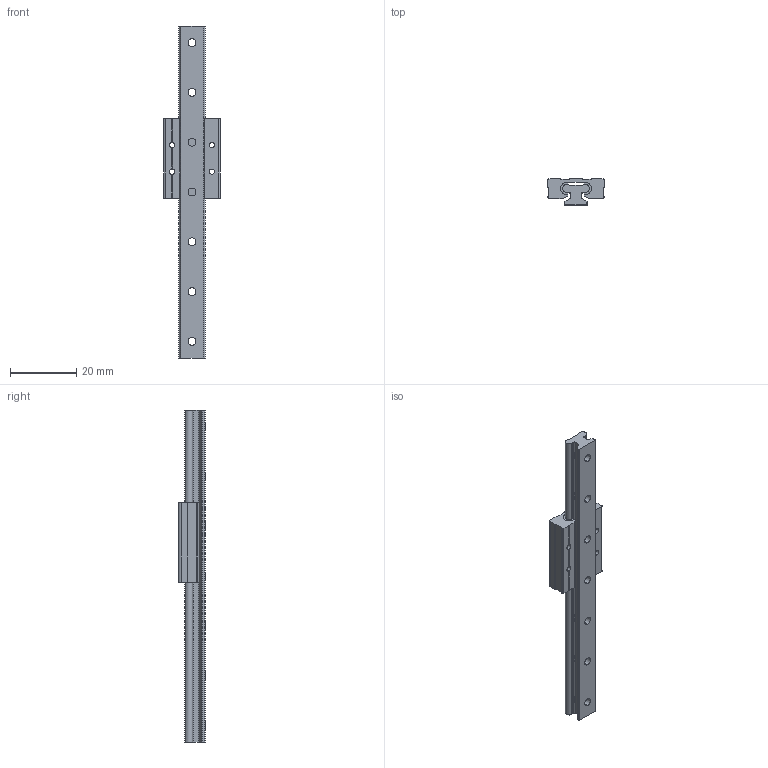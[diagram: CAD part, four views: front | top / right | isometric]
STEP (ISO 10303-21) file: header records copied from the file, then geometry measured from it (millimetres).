
FILE_DESCRIPTION (( 'STEP AP203' ), '1' );
FILE_NAME ('MR07-0100-1.step', '2024-10-21T11:15:57', ( '' ), ( '' ), 'SwSTEP 2.0', 'SolidWorks 2023', '' );
FILE_SCHEMA (( 'CONFIG_CONTROL_DESIGN' ));
Length unit declared in the file: inch
Products named in the file (3): MR07-0100-1_RAIL; MR07-0100-1_CARRIAGE; MR07-0100-1
Assembly tree (2 placements, depth 2):
  MR07-0100-1
    MR07-0100-1_RAIL
    MR07-0100-1_CARRIAGE
Bounding box: 17 x 8 x 100 mm (x, y, z)
Volume: 4733.6 mm3; surface area: 5903.5 mm2
Topology: 4 solids, 4 shells, 166 faces, 522 edges, 348 vertices
Faces by surface type: plane 97, cylinder 69
Entity records: 6393 total; most frequent: CARTESIAN_POINT 1301, ORIENTED_EDGE 1044, DIRECTION 990, EDGE_CURVE 522, VERTEX_POINT 348, AXIS2_PLACEMENT_3D 337, LINE 316, VECTOR 316
